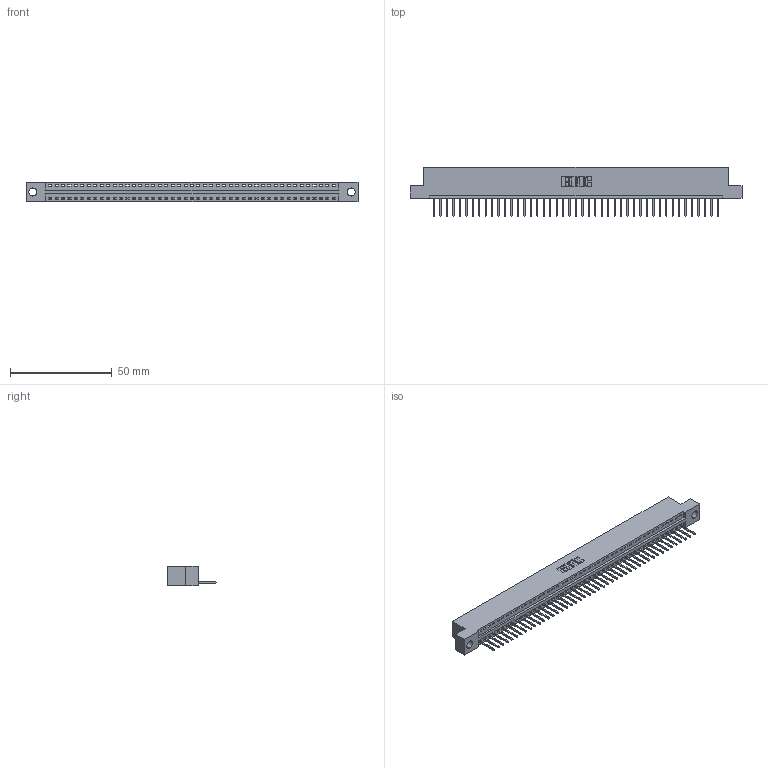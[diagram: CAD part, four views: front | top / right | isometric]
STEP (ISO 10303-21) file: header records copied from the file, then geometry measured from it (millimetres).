
FILE_DESCRIPTION (( 'STEP AP203' ), '1' );
FILE_NAME ('346-045-526-104.STEP', '2022-05-09T18:32:36', ( '' ), ( '' ), 'SwSTEP 2.0', 'SolidWorks 2020', '' );
FILE_SCHEMA (( 'CONFIG_CONTROL_DESIGN' ));
Length unit declared in the file: inch
Products named in the file (3): 345-292-001_345-293-126; 346-045-526-104; 346 Part_Flush Mounting Lugs - 0.156 Dia-TH
Assembly tree (46 placements, depth 2):
  346-045-526-104
    346 Part_Flush Mounting Lugs - 0.156 Dia-TH
    345-292-001_345-293-126  x45
Bounding box: 163.45 x 24.13 x 9.4 mm (x, y, z)
Volume: 15524.6 mm3; surface area: 19229.5 mm2
Topology: 46 solids, 46 shells, 2746 faces, 8285 edges, 5462 vertices
Faces by surface type: plane 1890, cylinder 856
Entity records: 27961 total; most frequent: CARTESIAN_POINT 4801, ORIENTED_EDGE 4778, DIRECTION 4231, EDGE_CURVE 2389, LINE 2077, VECTOR 2077, VERTEX_POINT 1590, AXIS2_PLACEMENT_3D 1077
